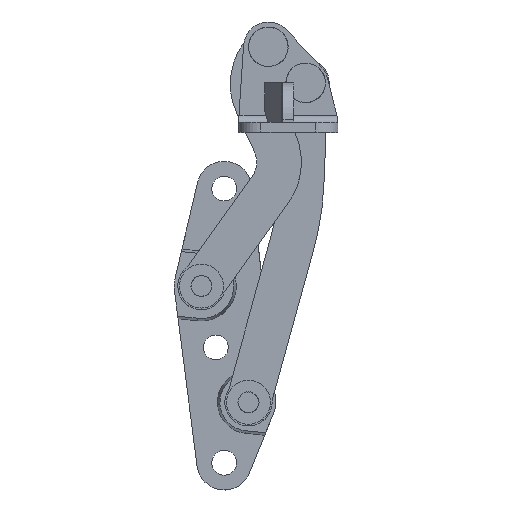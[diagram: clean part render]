
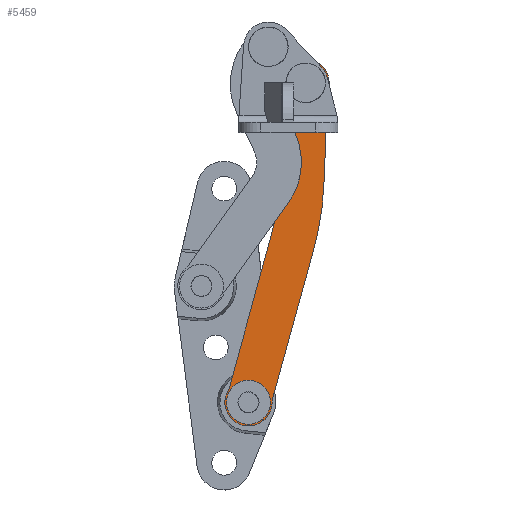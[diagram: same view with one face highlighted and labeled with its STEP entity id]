
A CAD part, top view. The second image highlights one B-rep face of the part: STEP entity #5459.
In plain terms, the highlighted face is planar.
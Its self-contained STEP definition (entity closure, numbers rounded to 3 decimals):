
#9 = CARTESIAN_POINT ( 'NONE',  ( 0., -3., 0. ) ) ;
#121 = DIRECTION ( 'NONE',  ( 0., 0., 1. ) ) ;
#129 = EDGE_CURVE ( 'NONE', #351, #422, #5475, .T. ) ;
#145 = VERTEX_POINT ( 'NONE', #232 ) ;
#232 = CARTESIAN_POINT ( 'NONE',  ( -65.739, -3., 9. ) ) ;
#280 = DIRECTION ( 'NONE',  ( 0., 1., 0. ) ) ;
#282 = DIRECTION ( 'NONE',  ( -1., 0., 0. ) ) ;
#351 = VERTEX_POINT ( 'NONE', #4427 ) ;
#410 = CARTESIAN_POINT ( 'NONE',  ( -129.08, -3., -2.545 ) ) ;
#422 = VERTEX_POINT ( 'NONE', #4987 ) ;
#484 = DIRECTION ( 'NONE',  ( 0., 0., 1. ) ) ;
#495 = AXIS2_PLACEMENT_3D ( 'NONE', #2321, #6317, #2930 ) ;
#559 = DIRECTION ( 'NONE',  ( 0., 1., 0. ) ) ;
#583 = VERTEX_POINT ( 'NONE', #410 ) ;
#663 = EDGE_CURVE ( 'NONE', #145, #5556, #6912, .T. ) ;
#691 = ORIENTED_EDGE ( 'NONE', *, *, #3635, .F. ) ;
#718 = DIRECTION ( 'NONE',  ( 0., 1., 0. ) ) ;
#744 = AXIS2_PLACEMENT_3D ( 'NONE', #2312, #6330, #4643 ) ;
#981 = ORIENTED_EDGE ( 'NONE', *, *, #6101, .F. ) ;
#990 = EDGE_CURVE ( 'NONE', #6870, #5139, #6188, .T. ) ;
#1189 = DIRECTION ( 'NONE',  ( 0., 0., 1. ) ) ;
#1254 = ORIENTED_EDGE ( 'NONE', *, *, #5596, .F. ) ;
#1275 = VECTOR ( 'NONE', #5432, 1000. ) ;
#1280 = LINE ( 'NONE', #5949, #2789 ) ;
#1446 = EDGE_CURVE ( 'NONE', #422, #351, #6903, .T. ) ;
#1462 = VERTEX_POINT ( 'NONE', #3319 ) ;
#1473 = EDGE_CURVE ( 'NONE', #5139, #6870, #5573, .T. ) ;
#1535 = CIRCLE ( 'NONE', #4020, 9.5 ) ;
#1590 = CARTESIAN_POINT ( 'NONE',  ( 0., -3., 0. ) ) ;
#1641 = ORIENTED_EDGE ( 'NONE', *, *, #3155, .F. ) ;
#1653 = VERTEX_POINT ( 'NONE', #2342 ) ;
#1724 = DIRECTION ( 'NONE',  ( 0., 1., 0. ) ) ;
#1741 = CARTESIAN_POINT ( 'NONE',  ( -130., -3., -12. ) ) ;
#1934 = VERTEX_POINT ( 'NONE', #3687 ) ;
#1942 = ORIENTED_EDGE ( 'NONE', *, *, #663, .F. ) ;
#2060 = FACE_BOUND ( 'NONE', #3589, .T. ) ;
#2106 = DIRECTION ( 'NONE',  ( 1., 0., 0. ) ) ;
#2149 = CARTESIAN_POINT ( 'NONE',  ( -92.971, -3., 5.869 ) ) ;
#2152 = ORIENTED_EDGE ( 'NONE', *, *, #4701, .F. ) ;
#2223 = VERTEX_POINT ( 'NONE', #7321 ) ;
#2312 = CARTESIAN_POINT ( 'NONE',  ( 0., -3., 0. ) ) ;
#2321 = CARTESIAN_POINT ( 'NONE',  ( -130., -3., -12. ) ) ;
#2342 = CARTESIAN_POINT ( 'NONE',  ( 0., -3., -9.5 ) ) ;
#2343 = EDGE_CURVE ( 'NONE', #4269, #583, #6828, .T. ) ;
#2416 = CIRCLE ( 'NONE', #3924, 9.5 ) ;
#2431 = CIRCLE ( 'NONE', #744, 9.5 ) ;
#2452 = CARTESIAN_POINT ( 'NONE',  ( -130., -3., -12. ) ) ;
#2479 = VECTOR ( 'NONE', #2106, 1000. ) ;
#2750 = CARTESIAN_POINT ( 'NONE',  ( -65.739, -3., -111. ) ) ;
#2789 = VECTOR ( 'NONE', #282, 1000. ) ;
#2801 = ORIENTED_EDGE ( 'NONE', *, *, #129, .T. ) ;
#2930 = DIRECTION ( 'NONE',  ( 0., 0., 1. ) ) ;
#2944 = FACE_BOUND ( 'NONE', #3952, .T. ) ;
#2953 = LINE ( 'NONE', #2149, #1275 ) ;
#3041 = CARTESIAN_POINT ( 'NONE',  ( 0., -3., 0. ) ) ;
#3076 = AXIS2_PLACEMENT_3D ( 'NONE', #1741, #6858, #121 ) ;
#3107 = AXIS2_PLACEMENT_3D ( 'NONE', #2750, #3889, #484 ) ;
#3118 = CIRCLE ( 'NONE', #5158, 120. ) ;
#3137 = LINE ( 'NONE', #5848, #6161 ) ;
#3155 = EDGE_CURVE ( 'NONE', #7334, #4499, #3137, .T. ) ;
#3241 = AXIS2_PLACEMENT_3D ( 'NONE', #3041, #280, #7022 ) ;
#3307 = AXIS2_PLACEMENT_3D ( 'NONE', #5241, #718, #5144 ) ;
#3319 = CARTESIAN_POINT ( 'NONE',  ( -92.971, -3., 5.869 ) ) ;
#3327 = DIRECTION ( 'NONE',  ( 0., 1., 0. ) ) ;
#3407 = ORIENTED_EDGE ( 'NONE', *, *, #6111, .F. ) ;
#3532 = DIRECTION ( 'NONE',  ( 0., 1., 0. ) ) ;
#3555 = DIRECTION ( 'NONE',  ( -0.974, 0., -0.227 ) ) ;
#3589 = EDGE_LOOP ( 'NONE', ( #5677, #4962 ) ) ;
#3635 = EDGE_CURVE ( 'NONE', #2223, #1934, #1280, .T. ) ;
#3687 = CARTESIAN_POINT ( 'NONE',  ( -65.739, -3., -9. ) ) ;
#3702 = AXIS2_PLACEMENT_3D ( 'NONE', #7026, #3532, #5248 ) ;
#3739 = FACE_OUTER_BOUND ( 'NONE', #6997, .T. ) ;
#3889 = DIRECTION ( 'NONE',  ( 0., -1., 0. ) ) ;
#3924 = AXIS2_PLACEMENT_3D ( 'NONE', #1590, #7243, #7292 ) ;
#3934 = CARTESIAN_POINT ( 'NONE',  ( -130., -3., -12. ) ) ;
#3952 = EDGE_LOOP ( 'NONE', ( #5234, #2801 ) ) ;
#4004 = PLANE ( 'NONE',  #495 ) ;
#4020 = AXIS2_PLACEMENT_3D ( 'NONE', #3934, #3327, #5640 ) ;
#4024 = EDGE_CURVE ( 'NONE', #583, #1462, #2953, .T. ) ;
#4081 = ORIENTED_EDGE ( 'NONE', *, *, #4024, .F. ) ;
#4118 = CARTESIAN_POINT ( 'NONE',  ( -130., -3., -21.5 ) ) ;
#4121 = ORIENTED_EDGE ( 'NONE', *, *, #6192, .F. ) ;
#4238 = VERTEX_POINT ( 'NONE', #5590 ) ;
#4269 = VERTEX_POINT ( 'NONE', #5070 ) ;
#4427 = CARTESIAN_POINT ( 'NONE',  ( 0., -3., 5.5 ) ) ;
#4443 = CARTESIAN_POINT ( 'NONE',  ( -3.041, -3., 9. ) ) ;
#4469 = CARTESIAN_POINT ( 'NONE',  ( -124.996, -3., -20.075 ) ) ;
#4499 = VERTEX_POINT ( 'NONE', #4469 ) ;
#4643 = DIRECTION ( 'NONE',  ( 0., 0., 1. ) ) ;
#4683 = CARTESIAN_POINT ( 'NONE',  ( -65.739, -3., -111. ) ) ;
#4699 = DIRECTION ( 'NONE',  ( 0., 0., 1. ) ) ;
#4701 = EDGE_CURVE ( 'NONE', #5556, #4238, #6403, .T. ) ;
#4962 = ORIENTED_EDGE ( 'NONE', *, *, #990, .T. ) ;
#4987 = CARTESIAN_POINT ( 'NONE',  ( 0., -3., -5.5 ) ) ;
#5070 = CARTESIAN_POINT ( 'NONE',  ( -130., -3., -2.5 ) ) ;
#5139 = VERTEX_POINT ( 'NONE', #6070 ) ;
#5144 = DIRECTION ( 'NONE',  ( 0., 0., 1. ) ) ;
#5158 = AXIS2_PLACEMENT_3D ( 'NONE', #4683, #7023, #5285 ) ;
#5234 = ORIENTED_EDGE ( 'NONE', *, *, #1446, .T. ) ;
#5241 = CARTESIAN_POINT ( 'NONE',  ( 0., -3., 0. ) ) ;
#5248 = DIRECTION ( 'NONE',  ( 0., 0., 1. ) ) ;
#5285 = DIRECTION ( 'NONE',  ( 0., 0., 1. ) ) ;
#5299 = EDGE_CURVE ( 'NONE', #4238, #1653, #2416, .T. ) ;
#5430 = AXIS2_PLACEMENT_3D ( 'NONE', #9, #559, #6224 ) ;
#5432 = DIRECTION ( 'NONE',  ( 0.974, 0., 0.227 ) ) ;
#5459 = ADVANCED_FACE ( 'NONE', ( #2944, #3739, #2060 ), #4004, .F. ) ;
#5475 = CIRCLE ( 'NONE', #3241, 5.5 ) ;
#5510 = CIRCLE ( 'NONE', #7101, 9.5 ) ;
#5556 = VERTEX_POINT ( 'NONE', #6936 ) ;
#5573 = CIRCLE ( 'NONE', #3076, 5.5 ) ;
#5590 = CARTESIAN_POINT ( 'NONE',  ( 0., -3., 9.5 ) ) ;
#5596 = EDGE_CURVE ( 'NONE', #5646, #4269, #5510, .T. ) ;
#5603 = CARTESIAN_POINT ( 'NONE',  ( -130., -3., -6.5 ) ) ;
#5640 = DIRECTION ( 'NONE',  ( 0., 0., 1. ) ) ;
#5646 = VERTEX_POINT ( 'NONE', #4118 ) ;
#5677 = ORIENTED_EDGE ( 'NONE', *, *, #1473, .T. ) ;
#5848 = CARTESIAN_POINT ( 'NONE',  ( -124.996, -3., -20.075 ) ) ;
#5875 = DIRECTION ( 'NONE',  ( 0., 1., 0. ) ) ;
#5916 = ORIENTED_EDGE ( 'NONE', *, *, #5299, .F. ) ;
#5949 = CARTESIAN_POINT ( 'NONE',  ( -65.739, -3., -9. ) ) ;
#5974 = CIRCLE ( 'NONE', #3107, 102. ) ;
#6070 = CARTESIAN_POINT ( 'NONE',  ( -130., -3., -17.5 ) ) ;
#6101 = EDGE_CURVE ( 'NONE', #4499, #5646, #1535, .T. ) ;
#6111 = EDGE_CURVE ( 'NONE', #1934, #7334, #5974, .T. ) ;
#6161 = VECTOR ( 'NONE', #3555, 1000. ) ;
#6188 = CIRCLE ( 'NONE', #3702, 5.5 ) ;
#6192 = EDGE_CURVE ( 'NONE', #1653, #2223, #2431, .T. ) ;
#6224 = DIRECTION ( 'NONE',  ( 0., 0., 1. ) ) ;
#6293 = CARTESIAN_POINT ( 'NONE',  ( -130., -3., -12. ) ) ;
#6317 = DIRECTION ( 'NONE',  ( 0., 1., 0. ) ) ;
#6330 = DIRECTION ( 'NONE',  ( 0., 1., 0. ) ) ;
#6380 = ORIENTED_EDGE ( 'NONE', *, *, #6490, .F. ) ;
#6403 = CIRCLE ( 'NONE', #5430, 9.5 ) ;
#6490 = EDGE_CURVE ( 'NONE', #1462, #145, #3118, .T. ) ;
#6630 = ORIENTED_EDGE ( 'NONE', *, *, #2343, .F. ) ;
#6646 = CARTESIAN_POINT ( 'NONE',  ( -88.886, -3., -11.661 ) ) ;
#6750 = AXIS2_PLACEMENT_3D ( 'NONE', #6293, #1724, #1189 ) ;
#6828 = CIRCLE ( 'NONE', #6750, 9.5 ) ;
#6858 = DIRECTION ( 'NONE',  ( 0., 1., 0. ) ) ;
#6870 = VERTEX_POINT ( 'NONE', #5603 ) ;
#6903 = CIRCLE ( 'NONE', #3307, 5.5 ) ;
#6912 = LINE ( 'NONE', #4443, #2479 ) ;
#6936 = CARTESIAN_POINT ( 'NONE',  ( -3.041, -3., 9. ) ) ;
#6997 = EDGE_LOOP ( 'NONE', ( #981, #1641, #3407, #691, #4121, #5916, #2152, #1942, #6380, #4081, #6630, #1254 ) ) ;
#7022 = DIRECTION ( 'NONE',  ( 0., 0., 1. ) ) ;
#7023 = DIRECTION ( 'NONE',  ( 0., 1., 0. ) ) ;
#7026 = CARTESIAN_POINT ( 'NONE',  ( -130., -3., -12. ) ) ;
#7101 = AXIS2_PLACEMENT_3D ( 'NONE', #2452, #5875, #4699 ) ;
#7243 = DIRECTION ( 'NONE',  ( 0., 1., 0. ) ) ;
#7292 = DIRECTION ( 'NONE',  ( 0., 0., 1. ) ) ;
#7321 = CARTESIAN_POINT ( 'NONE',  ( -3.041, -3., -9. ) ) ;
#7334 = VERTEX_POINT ( 'NONE', #6646 ) ;
